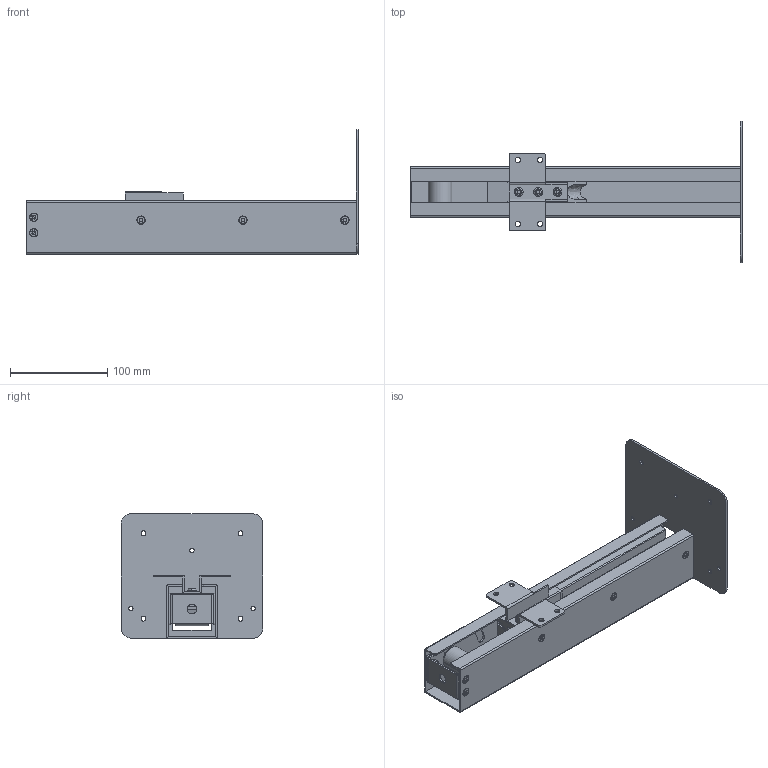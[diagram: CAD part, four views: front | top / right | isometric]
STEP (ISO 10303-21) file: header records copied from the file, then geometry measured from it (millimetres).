
FILE_DESCRIPTION((''),'2;1');
FILE_NAME('','2009-04-17T14:15:01',(''),(''),'','CADfix','');
FILE_SCHEMA(('AUTOMOTIVE_DESIGN { 1 0 10303 214 1 1 1 1 }'));
Length unit declared in the file: millimetre
Bounding box: 342 x 146 x 128 mm (x, y, z)
Volume: 271482.7 mm3; surface area: 227090.3 mm2
Topology: 3 solids, 3 shells, 654 faces, 2187 edges, 1575 vertices
Faces by surface type: bspline 654
Entity records: 26048 total; most frequent: CARTESIAN_POINT 13149, ORIENTED_EDGE 4374, EDGE_CURVE 2187, VERTEX_POINT 1575, QUASI_UNIFORM_CURVE 1316, B_SPLINE_CURVE_WITH_KNOTS 869, EDGE_LOOP 728, FACE_OUTER_BOUND 654
